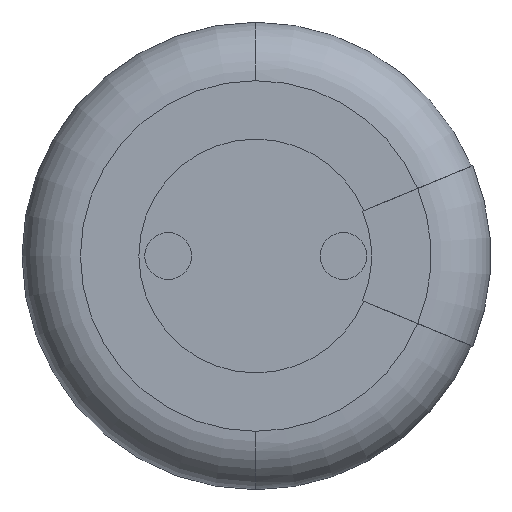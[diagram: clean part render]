
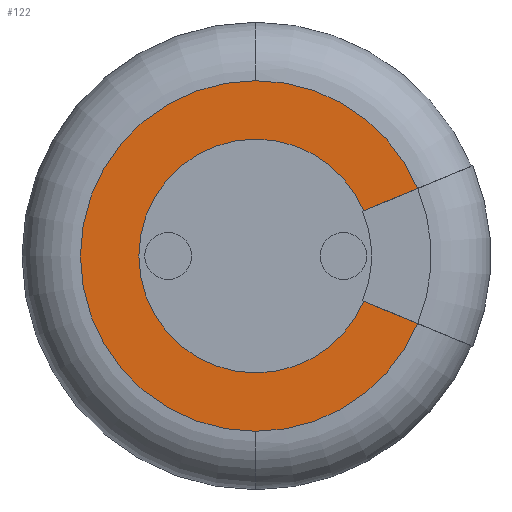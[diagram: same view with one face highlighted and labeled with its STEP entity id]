
A CAD part, front view. The second image highlights one B-rep face of the part: STEP entity #122.
In plain terms, the highlighted planar face has unit normal (0, -1, 0).
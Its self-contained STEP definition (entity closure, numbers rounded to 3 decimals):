
#10 = DIRECTION ( 'NONE',  ( 0., -1., 0. ) ) ;
#28 = CARTESIAN_POINT ( 'NONE',  ( 0.922, 0., -0.386 ) ) ;
#35 = EDGE_CURVE ( 'NONE', #1697, #1610, #1603, .T. ) ;
#86 = EDGE_CURVE ( 'NONE', #2056, #683, #352, .T. ) ;
#93 = DIRECTION ( 'NONE',  ( 0., 0., -1. ) ) ;
#122 = ADVANCED_FACE ( 'NONE', ( #246 ), #768, .T. ) ;
#221 = CARTESIAN_POINT ( 'NONE',  ( 1.279, 0., 0.534 ) ) ;
#246 = FACE_OUTER_BOUND ( 'NONE', #1511, .T. ) ;
#254 = ORIENTED_EDGE ( 'NONE', *, *, #354, .T. ) ;
#262 = DIRECTION ( 'NONE',  ( 0., -1., 0. ) ) ;
#278 = CARTESIAN_POINT ( 'NONE',  ( 0., 0., 1. ) ) ;
#306 = DIRECTION ( 'NONE',  ( 0., 0., -1. ) ) ;
#322 = CARTESIAN_POINT ( 'NONE',  ( 1.384, 0., -0.578 ) ) ;
#352 = CIRCLE ( 'NONE', #1245, 1. ) ;
#354 = EDGE_CURVE ( 'NONE', #2154, #931, #2026, .T. ) ;
#359 = CARTESIAN_POINT ( 'NONE',  ( 1.384, 0., 0.578 ) ) ;
#382 = DIRECTION ( 'NONE',  ( -0.924, 0., -0.383 ) ) ;
#447 = VECTOR ( 'NONE', #1700, 1000. ) ;
#450 = AXIS2_PLACEMENT_3D ( 'NONE', #1859, #827, #2042 ) ;
#455 = CARTESIAN_POINT ( 'NONE',  ( 0., 0., 0. ) ) ;
#470 = DIRECTION ( 'NONE',  ( 0., -1., 0. ) ) ;
#489 = DIRECTION ( 'NONE',  ( 0., 0., -1. ) ) ;
#542 = CARTESIAN_POINT ( 'NONE',  ( 0.922, 0., 0.386 ) ) ;
#604 = AXIS2_PLACEMENT_3D ( 'NONE', #943, #2161, #1132 ) ;
#635 = CARTESIAN_POINT ( 'NONE',  ( 1.5, 0., 0. ) ) ;
#639 = EDGE_CURVE ( 'NONE', #1610, #2056, #2176, .T. ) ;
#649 = CARTESIAN_POINT ( 'NONE',  ( 0., 0., 1.5 ) ) ;
#661 = DIRECTION ( 'NONE',  ( 0., -1., 0. ) ) ;
#683 = VERTEX_POINT ( 'NONE', #761 ) ;
#745 = ORIENTED_EDGE ( 'NONE', *, *, #2021, .T. ) ;
#761 = CARTESIAN_POINT ( 'NONE',  ( 0., 0., -1. ) ) ;
#768 = PLANE ( 'NONE',  #1650 ) ;
#775 = ORIENTED_EDGE ( 'NONE', *, *, #639, .F. ) ;
#817 = CARTESIAN_POINT ( 'NONE',  ( 0., 0., 0. ) ) ;
#821 = DIRECTION ( 'NONE',  ( 0., 0., -1. ) ) ;
#827 = DIRECTION ( 'NONE',  ( 0., -1., 0. ) ) ;
#837 = CIRCLE ( 'NONE', #604, 1.5 ) ;
#846 = EDGE_CURVE ( 'NONE', #683, #931, #2180, .T. ) ;
#931 = VERTEX_POINT ( 'NONE', #28 ) ;
#943 = CARTESIAN_POINT ( 'NONE',  ( 0., 0., 0. ) ) ;
#953 = CIRCLE ( 'NONE', #450, 1.5 ) ;
#991 = CIRCLE ( 'NONE', #1961, 1.5 ) ;
#1026 = CARTESIAN_POINT ( 'NONE',  ( 0., 0., 0. ) ) ;
#1132 = DIRECTION ( 'NONE',  ( 0., 0., -1. ) ) ;
#1209 = ORIENTED_EDGE ( 'NONE', *, *, #1496, .T. ) ;
#1222 = DIRECTION ( 'NONE',  ( 0., 0., -1. ) ) ;
#1245 = AXIS2_PLACEMENT_3D ( 'NONE', #1308, #262, #93 ) ;
#1274 = VECTOR ( 'NONE', #382, 1000. ) ;
#1299 = AXIS2_PLACEMENT_3D ( 'NONE', #817, #2027, #821 ) ;
#1308 = CARTESIAN_POINT ( 'NONE',  ( 0., 0., 0. ) ) ;
#1350 = CARTESIAN_POINT ( 'NONE',  ( 1.279, 0., -0.534 ) ) ;
#1496 = EDGE_CURVE ( 'NONE', #1774, #2154, #991, .T. ) ;
#1511 = EDGE_LOOP ( 'NONE', ( #1923, #745, #1524, #1209, #254, #1896, #1900, #775 ) ) ;
#1524 = ORIENTED_EDGE ( 'NONE', *, *, #2125, .T. ) ;
#1603 = LINE ( 'NONE', #221, #1274 ) ;
#1610 = VERTEX_POINT ( 'NONE', #542 ) ;
#1650 = AXIS2_PLACEMENT_3D ( 'NONE', #635, #470, #306 ) ;
#1697 = VERTEX_POINT ( 'NONE', #359 ) ;
#1700 = DIRECTION ( 'NONE',  ( -0.924, 0., 0.383 ) ) ;
#1732 = AXIS2_PLACEMENT_3D ( 'NONE', #455, #661, #489 ) ;
#1774 = VERTEX_POINT ( 'NONE', #1937 ) ;
#1859 = CARTESIAN_POINT ( 'NONE',  ( 0., 0., 0. ) ) ;
#1896 = ORIENTED_EDGE ( 'NONE', *, *, #846, .F. ) ;
#1900 = ORIENTED_EDGE ( 'NONE', *, *, #86, .F. ) ;
#1923 = ORIENTED_EDGE ( 'NONE', *, *, #35, .F. ) ;
#1937 = CARTESIAN_POINT ( 'NONE',  ( 0., 0., -1.5 ) ) ;
#1961 = AXIS2_PLACEMENT_3D ( 'NONE', #1026, #10, #1222 ) ;
#2021 = EDGE_CURVE ( 'NONE', #1697, #2147, #837, .T. ) ;
#2026 = LINE ( 'NONE', #1350, #447 ) ;
#2027 = DIRECTION ( 'NONE',  ( 0., -1., 0. ) ) ;
#2042 = DIRECTION ( 'NONE',  ( 0., 0., -1. ) ) ;
#2056 = VERTEX_POINT ( 'NONE', #278 ) ;
#2125 = EDGE_CURVE ( 'NONE', #2147, #1774, #953, .T. ) ;
#2147 = VERTEX_POINT ( 'NONE', #649 ) ;
#2154 = VERTEX_POINT ( 'NONE', #322 ) ;
#2161 = DIRECTION ( 'NONE',  ( 0., -1., 0. ) ) ;
#2176 = CIRCLE ( 'NONE', #1732, 1. ) ;
#2180 = CIRCLE ( 'NONE', #1299, 1. ) ;
